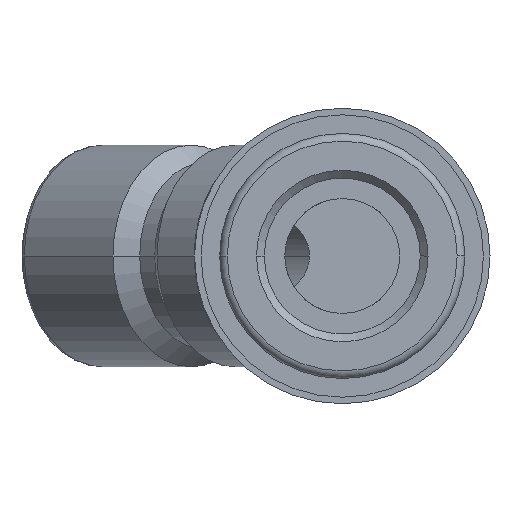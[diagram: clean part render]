
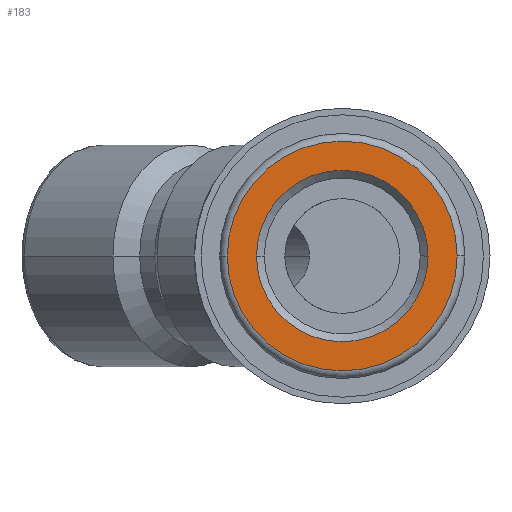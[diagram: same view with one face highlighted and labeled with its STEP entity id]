
A CAD part, front view. The second image highlights one B-rep face of the part: STEP entity #183.
In plain terms, the highlighted planar face has unit normal (0, -1, 0).
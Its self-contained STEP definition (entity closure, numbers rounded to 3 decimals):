
#183=ADVANCED_FACE('',(#382,#383),#384,.T.);
#382=FACE_BOUND('',#589,.T.);
#383=FACE_OUTER_BOUND('',#590,.T.);
#384=PLANE('',#591);
#589=EDGE_LOOP('',(#1028,#1029));
#590=EDGE_LOOP('',(#1030,#1031));
#591=AXIS2_PLACEMENT_3D('',#1032,#1033,#1034);
#1028=ORIENTED_EDGE('',*,*,#1326,.T.);
#1029=ORIENTED_EDGE('',*,*,#1327,.T.);
#1030=ORIENTED_EDGE('',*,*,#1276,.T.);
#1031=ORIENTED_EDGE('',*,*,#1324,.T.);
#1032=CARTESIAN_POINT('',(0.0,0.0,0.0));
#1033=DIRECTION('',(0.0,-1.0,0.0));
#1034=DIRECTION('',(1.0,0.0,0.));
#1276=EDGE_CURVE('',#1534,#1536,#1538,.T.);
#1324=EDGE_CURVE('',#1536,#1534,#1597,.T.);
#1326=EDGE_CURVE('',#1599,#1600,#1601,.T.);
#1327=EDGE_CURVE('',#1600,#1599,#1602,.T.);
#1534=VERTEX_POINT('',#1844);
#1536=VERTEX_POINT('',#1847);
#1538=CIRCLE('',#1850,7.0);
#1597=CIRCLE('',#2031,7.0);
#1599=VERTEX_POINT('',#2033);
#1600=VERTEX_POINT('',#2034);
#1601=CIRCLE('',#2035,5.225);
#1602=CIRCLE('',#2036,5.225);
#1844=CARTESIAN_POINT('',(-7.0,0.0,0.));
#1847=CARTESIAN_POINT('',(7.0,0.0,0.));
#1850=AXIS2_PLACEMENT_3D('',#2264,#2265,#2266);
#2031=AXIS2_PLACEMENT_3D('',#2335,#2336,#2337);
#2033=CARTESIAN_POINT('',(5.225,0.0,0.0));
#2034=CARTESIAN_POINT('',(-5.225,0.0,0.));
#2035=AXIS2_PLACEMENT_3D('',#2338,#2339,#2340);
#2036=AXIS2_PLACEMENT_3D('',#2341,#2342,#2343);
#2264=CARTESIAN_POINT('',(0.0,0.0,0.0));
#2265=DIRECTION('',(0.0,-1.0,-0.0));
#2266=DIRECTION('',(-1.0,0.0,0.));
#2335=CARTESIAN_POINT('',(0.0,0.0,0.0));
#2336=DIRECTION('',(0.0,-1.0,-0.0));
#2337=DIRECTION('',(-1.0,0.0,0.));
#2338=CARTESIAN_POINT('',(0.0,0.0,0.0));
#2339=DIRECTION('',(0.0,1.0,0.0));
#2340=DIRECTION('',(-1.0,0.0,0.));
#2341=CARTESIAN_POINT('',(0.0,0.0,0.0));
#2342=DIRECTION('',(0.0,1.0,0.0));
#2343=DIRECTION('',(-1.0,0.0,0.));
